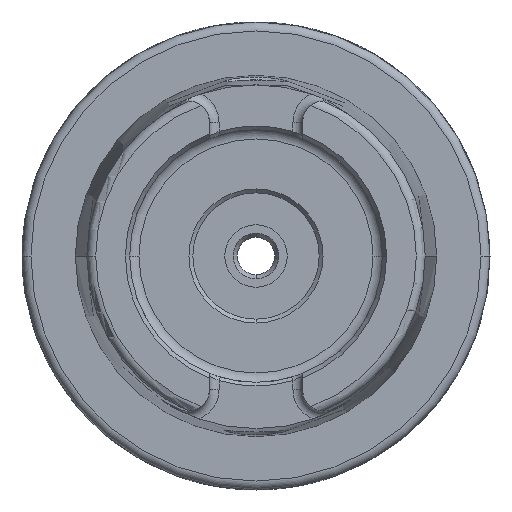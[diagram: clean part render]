
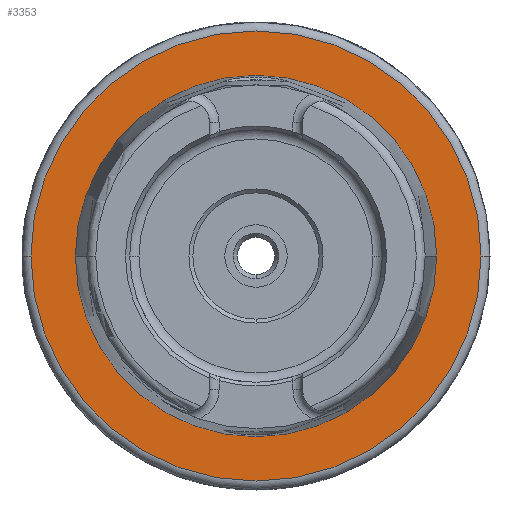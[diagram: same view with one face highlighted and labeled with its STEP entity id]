
A CAD part, left-side view. The second image highlights one B-rep face of the part: STEP entity #3353.
In plain terms, the highlighted planar face has unit normal (-1, 0, 0).
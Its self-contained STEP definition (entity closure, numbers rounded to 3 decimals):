
#140 = FACE_BOUND ( 'NONE', #5325, .T. ) ;
#396 = DIRECTION ( 'NONE',  ( 0., 1., 0. ) ) ;
#463 = AXIS2_PLACEMENT_3D ( 'NONE', #1314, #5968, #4873 ) ;
#483 = EDGE_CURVE ( 'NONE', #505, #3974, #1457, .T. ) ;
#505 = VERTEX_POINT ( 'NONE', #7075 ) ;
#585 = PLANE ( 'NONE',  #5818 ) ;
#588 = AXIS2_PLACEMENT_3D ( 'NONE', #4696, #5950, #2938 ) ;
#708 = CARTESIAN_POINT ( 'NONE',  ( 0., 24.321, 0. ) ) ;
#1137 = DIRECTION ( 'NONE',  ( 1., 0., 0. ) ) ;
#1314 = CARTESIAN_POINT ( 'NONE',  ( 0., 0., 0. ) ) ;
#1457 = CIRCLE ( 'NONE', #588, 24.321 ) ;
#2684 = AXIS2_PLACEMENT_3D ( 'NONE', #7644, #1137, #396 ) ;
#2810 = EDGE_CURVE ( 'NONE', #3196, #2902, #6050, .T. ) ;
#2902 = VERTEX_POINT ( 'NONE', #4224 ) ;
#2938 = DIRECTION ( 'NONE',  ( 0., 1., 0. ) ) ;
#3104 = DIRECTION ( 'NONE',  ( 0., 1., 0. ) ) ;
#3196 = VERTEX_POINT ( 'NONE', #5757 ) ;
#3330 = EDGE_CURVE ( 'NONE', #3974, #505, #6192, .T. ) ;
#3337 = ORIENTED_EDGE ( 'NONE', *, *, #7445, .F. ) ;
#3353 = ADVANCED_FACE ( 'NONE', ( #140, #6510 ), #585, .T. ) ;
#3429 = EDGE_LOOP ( 'NONE', ( #3973, #3337 ) ) ;
#3897 = ORIENTED_EDGE ( 'NONE', *, *, #483, .T. ) ;
#3973 = ORIENTED_EDGE ( 'NONE', *, *, #2810, .F. ) ;
#3974 = VERTEX_POINT ( 'NONE', #7539 ) ;
#4224 = CARTESIAN_POINT ( 'NONE',  ( 0., -30.3, 0. ) ) ;
#4241 = CARTESIAN_POINT ( 'NONE',  ( 0., 0., 0. ) ) ;
#4543 = ORIENTED_EDGE ( 'NONE', *, *, #3330, .T. ) ;
#4696 = CARTESIAN_POINT ( 'NONE',  ( 0., 0., 0. ) ) ;
#4789 = DIRECTION ( 'NONE',  ( 0., -1., 0. ) ) ;
#4873 = DIRECTION ( 'NONE',  ( 0., 1., 0. ) ) ;
#5054 = CIRCLE ( 'NONE', #5690, 30.3 ) ;
#5325 = EDGE_LOOP ( 'NONE', ( #4543, #3897 ) ) ;
#5690 = AXIS2_PLACEMENT_3D ( 'NONE', #4241, #7322, #3104 ) ;
#5757 = CARTESIAN_POINT ( 'NONE',  ( 0., 30.3, 0. ) ) ;
#5818 = AXIS2_PLACEMENT_3D ( 'NONE', #708, #6543, #4789 ) ;
#5950 = DIRECTION ( 'NONE',  ( 1., 0., 0. ) ) ;
#5968 = DIRECTION ( 'NONE',  ( 1., 0., 0. ) ) ;
#6050 = CIRCLE ( 'NONE', #2684, 30.3 ) ;
#6192 = CIRCLE ( 'NONE', #463, 24.321 ) ;
#6510 = FACE_OUTER_BOUND ( 'NONE', #3429, .T. ) ;
#6543 = DIRECTION ( 'NONE',  ( -1., 0., 0. ) ) ;
#7075 = CARTESIAN_POINT ( 'NONE',  ( 0., -24.321, 0. ) ) ;
#7322 = DIRECTION ( 'NONE',  ( 1., 0., 0. ) ) ;
#7445 = EDGE_CURVE ( 'NONE', #2902, #3196, #5054, .T. ) ;
#7539 = CARTESIAN_POINT ( 'NONE',  ( 0., 24.321, 0. ) ) ;
#7644 = CARTESIAN_POINT ( 'NONE',  ( 0., 0., 0. ) ) ;
